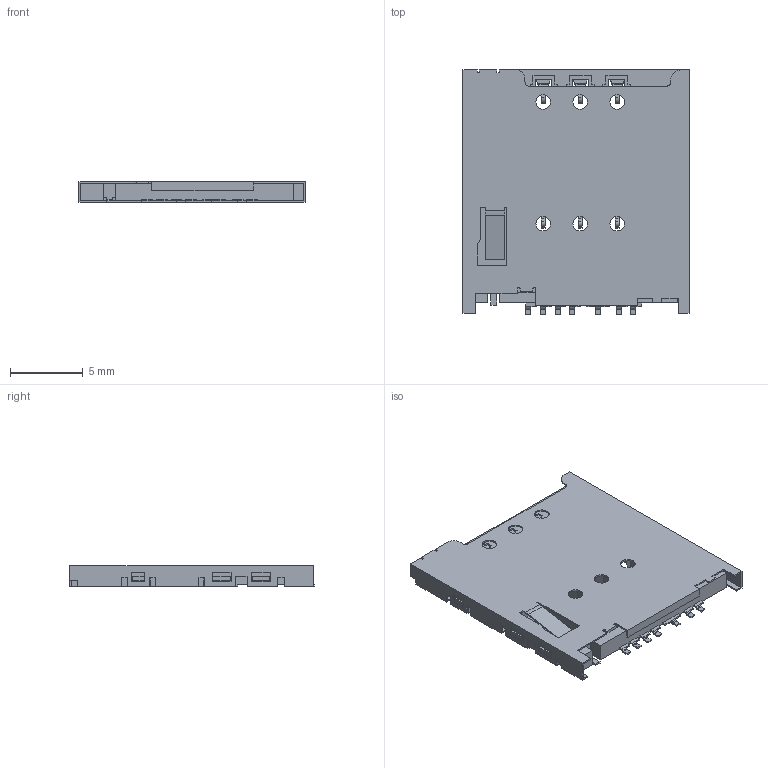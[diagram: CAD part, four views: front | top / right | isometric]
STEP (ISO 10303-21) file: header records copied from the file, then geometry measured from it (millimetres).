
FILE_DESCRIPTION((''),'2;1');
FILE_NAME('5039600695','2015-11-16T',('gga'),(''),'PRO/ENGINEER BY PARAMETRIC TECHNOLOGY CORPORATION, 2011490','PRO/ENGINEER BY PARAMETRIC TECHNOLOGY CORPORATION, 2011490','');
FILE_SCHEMA(('CONFIG_CONTROL_DESIGN'));
Length unit declared in the file: millimetre
Products named in the file (1): 5039600695
Bounding box: 15.5 x 16.75 x 1.42 mm (x, y, z)
Volume: 233.8 mm3; surface area: 1159.4 mm2
Topology: 1 solids, 1 shells, 635 faces, 1893 edges, 1274 vertices
Faces by surface type: plane 540, cylinder 86, cone 6, bspline 3
Entity records: 21272 total; most frequent: CARTESIAN_POINT 3984, ORIENTED_EDGE 3674, DIRECTION 3328, EDGE_CURVE 1837, VECTOR 1682, LINE 1682, VERTEX_POINT 1218, AXIS2_PLACEMENT_3D 823
